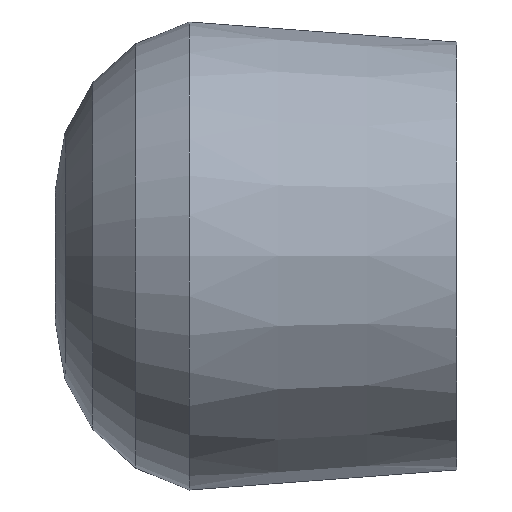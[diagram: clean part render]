
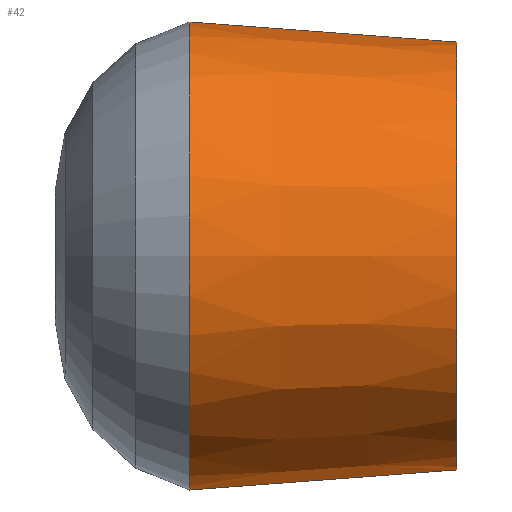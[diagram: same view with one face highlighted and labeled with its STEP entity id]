
A CAD part, top view. The second image highlights one B-rep face of the part: STEP entity #42.
In plain terms, the highlighted conical face has half-angle 4.289 degrees and reference radius 16.75 mm.
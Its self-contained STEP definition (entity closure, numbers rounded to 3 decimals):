
#42=ADVANCED_FACE('',(#91),#92,.T.);
#91=FACE_OUTER_BOUND('',#145,.T.);
#92=CONICAL_SURFACE('',#146,16.75,0.075);
#145=EDGE_LOOP('',(#198,#199,#200,#201));
#146=AXIS2_PLACEMENT_3D('',#202,#203,#204);
#198=ORIENTED_EDGE('',*,*,#312,.F.);
#199=ORIENTED_EDGE('',*,*,#313,.F.);
#200=ORIENTED_EDGE('',*,*,#314,.F.);
#201=ORIENTED_EDGE('',*,*,#315,.T.);
#202=CARTESIAN_POINT('',(5.,0.,0.0));
#203=DIRECTION('',(-1.0,-0.0,-0.0));
#204=DIRECTION('',(0.0,-1.0,0.0));
#312=EDGE_CURVE('',#360,#361,#362,.T.);
#313=EDGE_CURVE('',#363,#360,#364,.T.);
#314=EDGE_CURVE('',#365,#363,#366,.T.);
#315=EDGE_CURVE('',#365,#361,#367,.T.);
#360=VERTEX_POINT('',#422);
#361=VERTEX_POINT('',#423);
#362=LINE('',#424,#425);
#363=VERTEX_POINT('',#426);
#364=CIRCLE('',#427,16.0);
#365=VERTEX_POINT('',#428);
#366=LINE('',#429,#430);
#367=CIRCLE('',#431,17.5);
#422=CARTESIAN_POINT('',(15.0,-16.0,0.0));
#423=CARTESIAN_POINT('',(-5.,-17.5,0.0));
#424=CARTESIAN_POINT('',(5.,-16.75,0.));
#425=VECTOR('',#490,1.0);
#426=CARTESIAN_POINT('',(15.0,16.0,0.));
#427=AXIS2_PLACEMENT_3D('',#491,#492,#493);
#428=CARTESIAN_POINT('',(-5.,17.5,0.));
#429=CARTESIAN_POINT('',(5.,16.75,0.));
#430=VECTOR('',#494,1.0);
#431=AXIS2_PLACEMENT_3D('',#495,#496,#497);
#490=DIRECTION('',(-0.997,-0.075,0.));
#491=CARTESIAN_POINT('',(15.0,0.,0.0));
#492=DIRECTION('',(1.0,0.0,0.0));
#493=DIRECTION('',(0.0,-1.0,0.0));
#494=DIRECTION('',(0.997,-0.075,0.));
#495=CARTESIAN_POINT('',(-5.,0.,0.0));
#496=DIRECTION('',(1.0,0.0,0.0));
#497=DIRECTION('',(0.0,-1.0,0.0));
